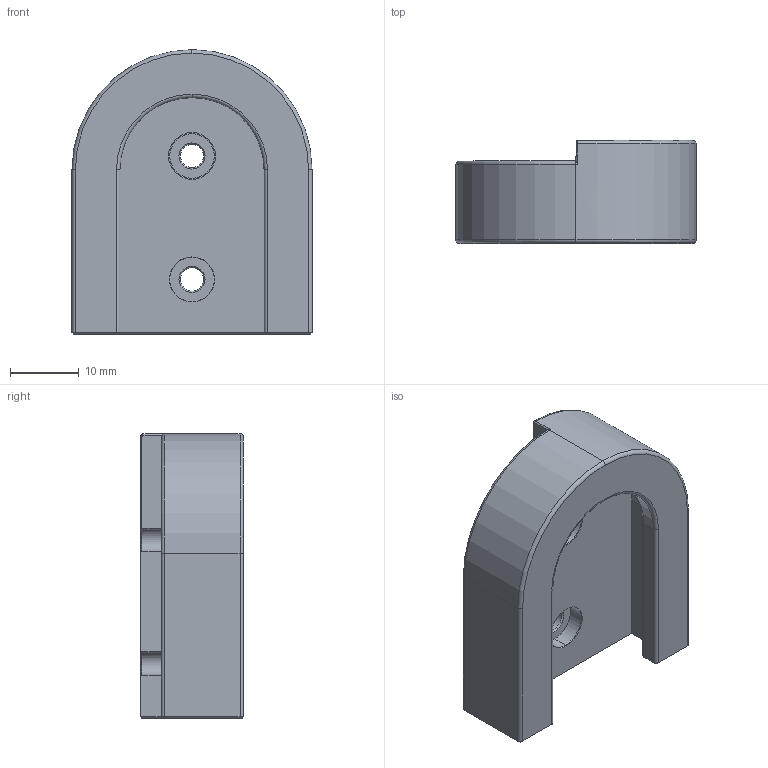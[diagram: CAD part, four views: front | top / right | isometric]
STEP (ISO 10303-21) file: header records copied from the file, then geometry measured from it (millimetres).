
FILE_DESCRIPTION (( 'STEP AP214' ), '1' );
FILE_NAME ('Voron 0.2.STEP', '2023-05-21T19:57:56', ( '' ), ( '' ), 'SwSTEP 2.0', 'SolidWorks 2021', '' );
FILE_SCHEMA (( 'AUTOMOTIVE_DESIGN' ));
Length unit declared in the file: millimetre
Products named in the file (1): Voron 0.2
Bounding box: 35 x 15 x 41.5 mm (x, y, z)
Volume: 10892.4 mm3; surface area: 5647.3 mm2
Topology: 1 solids, 1 shells, 81 faces, 190 edges, 111 vertices
Faces by surface type: plane 33, cylinder 21, cone 14, torus 12, bspline 1
Entity records: 2500 total; most frequent: CARTESIAN_POINT 571, DIRECTION 423, ORIENTED_EDGE 380, EDGE_CURVE 190, AXIS2_PLACEMENT_3D 158, VERTEX_POINT 111, LINE 107, VECTOR 107
